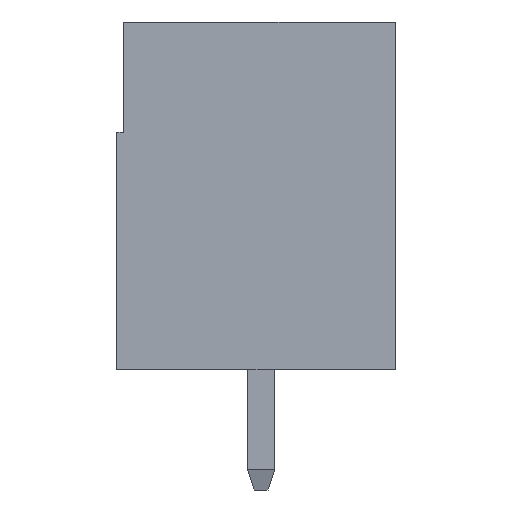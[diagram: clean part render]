
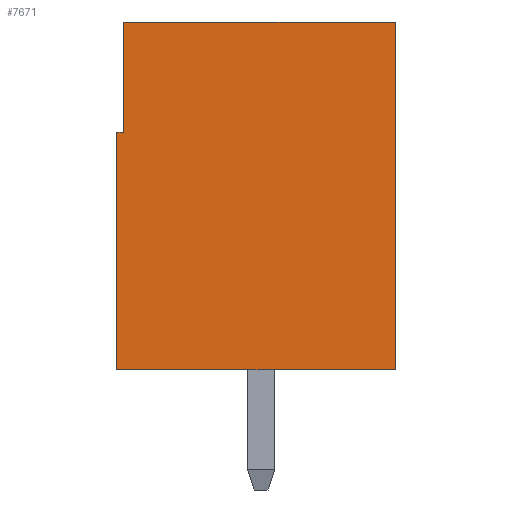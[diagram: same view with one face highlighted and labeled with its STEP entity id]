
A CAD part, left-side view. The second image highlights one B-rep face of the part: STEP entity #7671.
In plain terms, the highlighted planar face has unit normal (-1, 0, 0).
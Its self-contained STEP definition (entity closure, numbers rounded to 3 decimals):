
#1224=ORIENTED_EDGE('',*,*,#2388,.T.);
#1225=ORIENTED_EDGE('',*,*,#2440,.T.);
#1226=ORIENTED_EDGE('',*,*,#3014,.T.);
#1227=ORIENTED_EDGE('',*,*,#3016,.T.);
#1228=ORIENTED_EDGE('',*,*,#3011,.T.);
#1229=ORIENTED_EDGE('',*,*,#2606,.T.);
#2388=EDGE_CURVE('',#3473,#3472,#4201,.T.);
#2440=EDGE_CURVE('',#3472,#3521,#4252,.T.);
#2606=EDGE_CURVE('',#3680,#3473,#4415,.T.);
#3011=EDGE_CURVE('',#4016,#3680,#4786,.T.);
#3014=EDGE_CURVE('',#3521,#4019,#4789,.T.);
#3016=EDGE_CURVE('',#4019,#4016,#4791,.T.);
#3472=VERTEX_POINT('',#10564);
#3473=VERTEX_POINT('',#10566);
#3521=VERTEX_POINT('',#10668);
#3680=VERTEX_POINT('',#11017);
#4016=VERTEX_POINT('',#11830);
#4019=VERTEX_POINT('',#11838);
#4201=LINE('',#10565,#5230);
#4252=LINE('',#10670,#5281);
#4415=LINE('',#11016,#5444);
#4786=LINE('',#11833,#5815);
#4789=LINE('',#11839,#5818);
#4791=LINE('',#11842,#5820);
#5230=VECTOR('',#8537,1000.);
#5281=VECTOR('',#8596,1000.);
#5444=VECTOR('',#8811,1000.);
#5815=VECTOR('',#9398,1000.);
#5818=VECTOR('',#9403,1000.);
#5820=VECTOR('',#9407,1000.);
#6402=EDGE_LOOP('',(#1224,#1225,#1226,#1227,#1228,#1229));
#6867=FACE_BOUND('',#6402,.T.);
#7284=PLANE('',#8188);
#7671=ADVANCED_FACE('',(#6867),#7284,.T.);
#8188=AXIS2_PLACEMENT_3D('',#12000,#9599,#9600);
#8537=DIRECTION('',(0.,0.,1.));
#8596=DIRECTION('',(0.,1.,0.));
#8811=DIRECTION('',(0.,-1.,0.));
#9398=DIRECTION('',(0.,0.,-1.));
#9403=DIRECTION('',(0.,0.,-1.));
#9407=DIRECTION('',(0.,1.,0.));
#9599=DIRECTION('',(-1.,0.,0.));
#9600=DIRECTION('',(0.,0.,1.));
#10564=CARTESIAN_POINT('',(-13.55,-4.05,5.05));
#10565=CARTESIAN_POINT('',(-13.55,-4.05,-5.05));
#10566=CARTESIAN_POINT('',(-13.55,-4.05,-5.05));
#10668=CARTESIAN_POINT('',(-13.55,3.85,5.05));
#10670=CARTESIAN_POINT('',(-13.55,-4.05,5.05));
#11016=CARTESIAN_POINT('',(-13.55,4.05,-5.05));
#11017=CARTESIAN_POINT('',(-13.55,4.05,-5.05));
#11830=CARTESIAN_POINT('',(-13.55,4.05,1.85));
#11833=CARTESIAN_POINT('',(-13.55,4.05,1.85));
#11838=CARTESIAN_POINT('',(-13.55,3.85,1.85));
#11839=CARTESIAN_POINT('',(-13.55,3.85,5.05));
#11842=CARTESIAN_POINT('',(-13.55,3.85,1.85));
#12000=CARTESIAN_POINT('',(-13.55,0.,0.));
